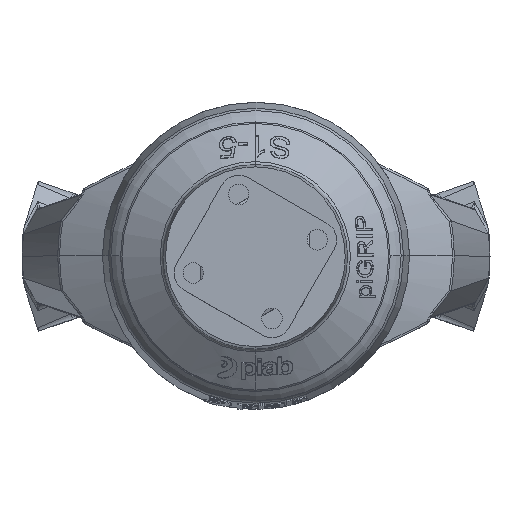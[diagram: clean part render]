
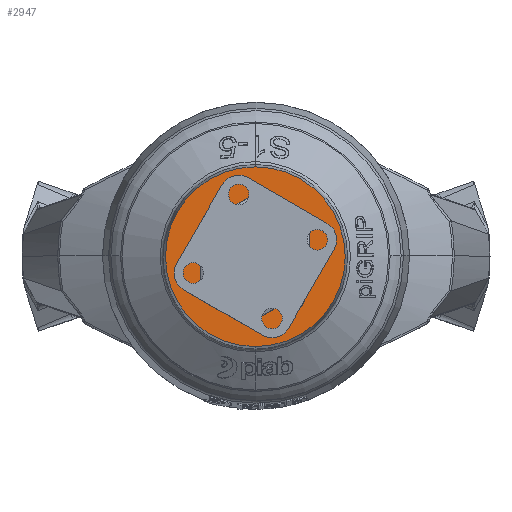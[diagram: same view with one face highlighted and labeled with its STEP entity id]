
A CAD part, top view. The second image highlights one B-rep face of the part: STEP entity #2947.
In plain terms, the highlighted planar face has unit normal (0, 0, 1).
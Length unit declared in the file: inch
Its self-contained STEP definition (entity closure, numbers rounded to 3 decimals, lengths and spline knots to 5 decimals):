
#654 = AXIS2_PLACEMENT_3D ( 'NONE', #29633, #13322, #14130 ) ;
#1552 = ORIENTED_EDGE ( 'NONE', *, *, #20137, .F. ) ;
#2201 = CARTESIAN_POINT ( 'NONE',  ( 0.23622, 0., 0.43307 ) ) ;
#2557 = CIRCLE ( 'NONE', #7856, 0.55118 ) ;
#2947 = ADVANCED_FACE ( 'NONE', ( #39191, #23448 ), #18677, .F. ) ;
#5253 = VERTEX_POINT ( 'NONE', #18735 ) ;
#7856 = AXIS2_PLACEMENT_3D ( 'NONE', #17379, #30002, #37846 ) ;
#7928 = CIRCLE ( 'NONE', #654, 0.23622 ) ;
#13322 = DIRECTION ( 'NONE',  ( 0., 0., -1. ) ) ;
#13371 = DIRECTION ( 'NONE',  ( 0., 0., -1. ) ) ;
#14130 = DIRECTION ( 'NONE',  ( -1., 0., 0. ) ) ;
#14215 = EDGE_CURVE ( 'NONE', #5253, #34028, #7928, .T. ) ;
#15483 = EDGE_LOOP ( 'NONE', ( #26871, #17031 ) ) ;
#16617 = VERTEX_POINT ( 'NONE', #31028 ) ;
#17031 = ORIENTED_EDGE ( 'NONE', *, *, #27181, .T. ) ;
#17379 = CARTESIAN_POINT ( 'NONE',  ( 0., 0., 0.43307 ) ) ;
#17874 = AXIS2_PLACEMENT_3D ( 'NONE', #35481, #13371, #38589 ) ;
#18677 = PLANE ( 'NONE',  #24168 ) ;
#18735 = CARTESIAN_POINT ( 'NONE',  ( -0.23622, 0., 0.43307 ) ) ;
#19876 = ORIENTED_EDGE ( 'NONE', *, *, #33331, .F. ) ;
#19993 = AXIS2_PLACEMENT_3D ( 'NONE', #39852, #24107, #36736 ) ;
#20137 = EDGE_CURVE ( 'NONE', #38058, #16617, #22625, .T. ) ;
#21373 = CARTESIAN_POINT ( 'NONE',  ( -0.0015, 0., 0.43307 ) ) ;
#22625 = CIRCLE ( 'NONE', #19993, 0.55118 ) ;
#23448 = FACE_OUTER_BOUND ( 'NONE', #37618, .T. ) ;
#23810 = CIRCLE ( 'NONE', #17874, 0.23622 ) ;
#24107 = DIRECTION ( 'NONE',  ( 0., 0., -1. ) ) ;
#24168 = AXIS2_PLACEMENT_3D ( 'NONE', #21373, #39808, #27995 ) ;
#24382 = CARTESIAN_POINT ( 'NONE',  ( 0.55118, 0., 0.43307 ) ) ;
#26871 = ORIENTED_EDGE ( 'NONE', *, *, #14215, .T. ) ;
#27181 = EDGE_CURVE ( 'NONE', #34028, #5253, #23810, .T. ) ;
#27995 = DIRECTION ( 'NONE',  ( 0., -1., 0. ) ) ;
#29633 = CARTESIAN_POINT ( 'NONE',  ( 0., 0., 0.43307 ) ) ;
#30002 = DIRECTION ( 'NONE',  ( 0., 0., -1. ) ) ;
#31028 = CARTESIAN_POINT ( 'NONE',  ( -0.55118, 0., 0.43307 ) ) ;
#33331 = EDGE_CURVE ( 'NONE', #16617, #38058, #2557, .T. ) ;
#34028 = VERTEX_POINT ( 'NONE', #2201 ) ;
#35481 = CARTESIAN_POINT ( 'NONE',  ( 0., 0., 0.43307 ) ) ;
#36736 = DIRECTION ( 'NONE',  ( -1., 0., 0. ) ) ;
#37618 = EDGE_LOOP ( 'NONE', ( #19876, #1552 ) ) ;
#37846 = DIRECTION ( 'NONE',  ( -1., 0., 0. ) ) ;
#38058 = VERTEX_POINT ( 'NONE', #24382 ) ;
#38589 = DIRECTION ( 'NONE',  ( -1., 0., 0. ) ) ;
#39191 = FACE_BOUND ( 'NONE', #15483, .T. ) ;
#39808 = DIRECTION ( 'NONE',  ( 0., 0., -1. ) ) ;
#39852 = CARTESIAN_POINT ( 'NONE',  ( 0., 0., 0.43307 ) ) ;
